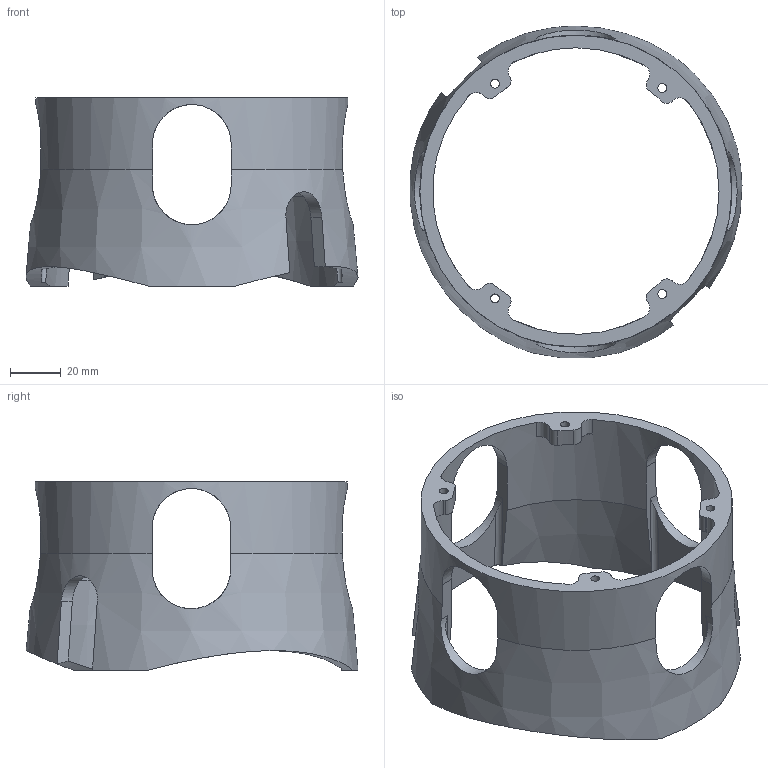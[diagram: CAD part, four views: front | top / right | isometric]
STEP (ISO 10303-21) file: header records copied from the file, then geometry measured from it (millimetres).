
FILE_DESCRIPTION(/* description */ (''),/* implementation_level */ '2;1');
FILE_NAME(/* name */ 'ACWA-0211.step',/* time_stamp */ '2024-03-07T10:52:48+01:00',/* author */ (''),/* organization */ (''),/* preprocessor_version */ 'ST-DEVELOPER v20',/* originating_system */ 'Autodesk Translation Framework v12.20.1.177',/* authorisation */ '');
FILE_SCHEMA (('AUTOMOTIVE_DESIGN { 1 0 10303 214 3 1 1 }'));
Length unit declared in the file: millimetre
Products named in the file (1): ACWA-0211
Bounding box: 130.94 x 130.84 x 74.2 mm (x, y, z)
Volume: 110467.7 mm3; surface area: 49467.7 mm2
Topology: 1 solids, 1 shells, 87 faces, 282 edges, 188 vertices
Faces by surface type: cylinder 48, plane 32, cone 7
Full cylindrical faces by diameter (mm): 3.5 x4, 113 x1, 123 x1
Entity records: 3896 total; most frequent: CARTESIAN_POINT 1415, ORIENTED_EDGE 564, DIRECTION 464, EDGE_CURVE 282, VERTEX_POINT 188, AXIS2_PLACEMENT_3D 173, LINE 118, VECTOR 118
